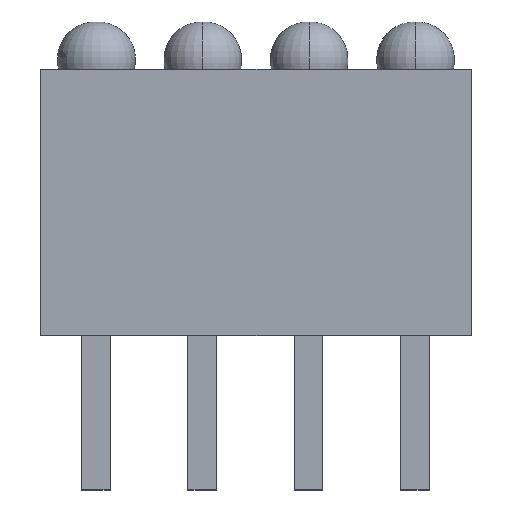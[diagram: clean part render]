
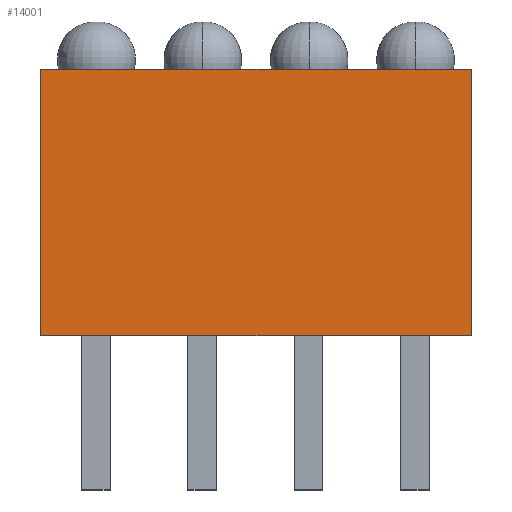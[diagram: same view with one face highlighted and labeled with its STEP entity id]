
A CAD part, top view. The second image highlights one B-rep face of the part: STEP entity #14001.
In plain terms, the highlighted planar face has unit normal (0, 0, 1).
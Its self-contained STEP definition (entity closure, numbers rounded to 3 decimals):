
#1428 = CARTESIAN_POINT ( 'NONE',  ( 5.145, -3.175, 3.885 ) ) ;
#1452 = DIRECTION ( 'NONE',  ( 0., -1., 0. ) ) ;
#1453 = VECTOR ( 'NONE', #1452, 1000. ) ;
#1454 = CARTESIAN_POINT ( 'NONE',  ( 5.145, 3.175, 3.885 ) ) ;
#1455 = LINE ( 'NONE', #1454, #1453 ) ;
#1464 = CARTESIAN_POINT ( 'NONE',  ( 5.145, 3.175, 3.885 ) ) ;
#2625 = CARTESIAN_POINT ( 'NONE',  ( -5.145, 3.175, 3.885 ) ) ;
#2626 = DIRECTION ( 'NONE',  ( 0., -1., 0. ) ) ;
#2627 = VECTOR ( 'NONE', #2626, 1000. ) ;
#2628 = CARTESIAN_POINT ( 'NONE',  ( -5.145, 3.175, 3.885 ) ) ;
#2629 = LINE ( 'NONE', #2628, #2627 ) ;
#2630 = CARTESIAN_POINT ( 'NONE',  ( -5.145, -3.175, 3.885 ) ) ;
#2712 = DIRECTION ( 'NONE',  ( 1., 0., 0. ) ) ;
#2713 = VECTOR ( 'NONE', #2712, 1000. ) ;
#2714 = CARTESIAN_POINT ( 'NONE',  ( -10.171, 3.175, 3.885 ) ) ;
#2715 = LINE ( 'NONE', #2714, #2713 ) ;
#2716 = DIRECTION ( 'NONE',  ( 1., 0., 0. ) ) ;
#2717 = VECTOR ( 'NONE', #2716, 1000. ) ;
#2718 = CARTESIAN_POINT ( 'NONE',  ( -10.171, -3.175, 3.885 ) ) ;
#2719 = LINE ( 'NONE', #2718, #2717 ) ;
#2868 = DIRECTION ( 'NONE',  ( -1., 0., 0. ) ) ;
#2869 = DIRECTION ( 'NONE',  ( 0., 0., -1. ) ) ;
#2870 = CARTESIAN_POINT ( 'NONE',  ( -10.171, 3.175, 3.885 ) ) ;
#2871 = AXIS2_PLACEMENT_3D ( 'NONE', #2870, #2869, #2868 ) ;
#2873 = PLANE ( 'NONE',  #2871 ) ;
#2889 = FACE_OUTER_BOUND ( 'NONE', #13962, .T. ) ;
#13502 = EDGE_CURVE ( 'NONE', #13532, #13518, #1455, .T. ) ;
#13518 = VERTEX_POINT ( 'NONE', #1428 ) ;
#13532 = VERTEX_POINT ( 'NONE', #1464 ) ;
#13912 = VERTEX_POINT ( 'NONE', #2630 ) ;
#13914 = EDGE_CURVE ( 'NONE', #13915, #13912, #2629, .T. ) ;
#13915 = VERTEX_POINT ( 'NONE', #2625 ) ;
#13945 = EDGE_CURVE ( 'NONE', #13912, #13518, #2719, .T. ) ;
#13948 = EDGE_CURVE ( 'NONE', #13915, #13532, #2715, .T. ) ;
#13949 = ORIENTED_EDGE ( 'NONE', *, *, #13914, .T. ) ;
#13958 = ORIENTED_EDGE ( 'NONE', *, *, #13502, .F. ) ;
#13959 = ORIENTED_EDGE ( 'NONE', *, *, #13948, .F. ) ;
#13962 = EDGE_LOOP ( 'NONE', ( #14030, #13958, #13959, #13949 ) ) ;
#14001 = ADVANCED_FACE ( 'NONE', ( #2889 ), #2873, .F. ) ;
#14030 = ORIENTED_EDGE ( 'NONE', *, *, #13945, .T. ) ;
